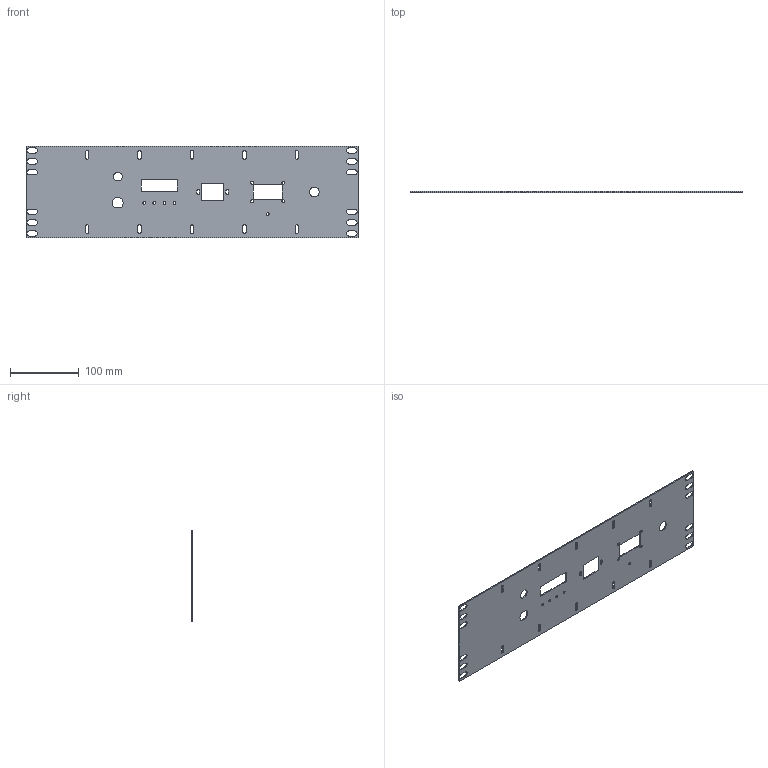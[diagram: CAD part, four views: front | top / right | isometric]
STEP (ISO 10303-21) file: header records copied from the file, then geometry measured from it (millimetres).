
FILE_DESCRIPTION(('FreeCAD Model'),'2;1');
FILE_NAME('Open CASCADE Shape Model','2024-10-02T12:18:09',(''),(''), 'Open CASCADE STEP processor 7.6','FreeCAD','Unknown');
FILE_SCHEMA(('AUTOMOTIVE_DESIGN { 1 0 10303 214 1 1 1 1 }'));
Length unit declared in the file: millimetre
Products named in the file (1): BodyPlantPanel
Bounding box: 482.6 x 1.59 x 133.35 mm (x, y, z)
Volume: 94054.2 mm3; surface area: 122754.4 mm2
Topology: 1 solids, 1 shells, 144 faces, 426 edges, 284 vertices
Faces by surface type: plane 78, cylinder 66
Full cylindrical faces by diameter (mm): 4 x5, 14.28 x1
Entity records: 5020 total; most frequent: CARTESIAN_POINT 855, ORIENTED_EDGE 852, DIRECTION 848, EDGE_CURVE 426, LINE 294, VECTOR 294, VERTEX_POINT 284, AXIS2_PLACEMENT_3D 277
